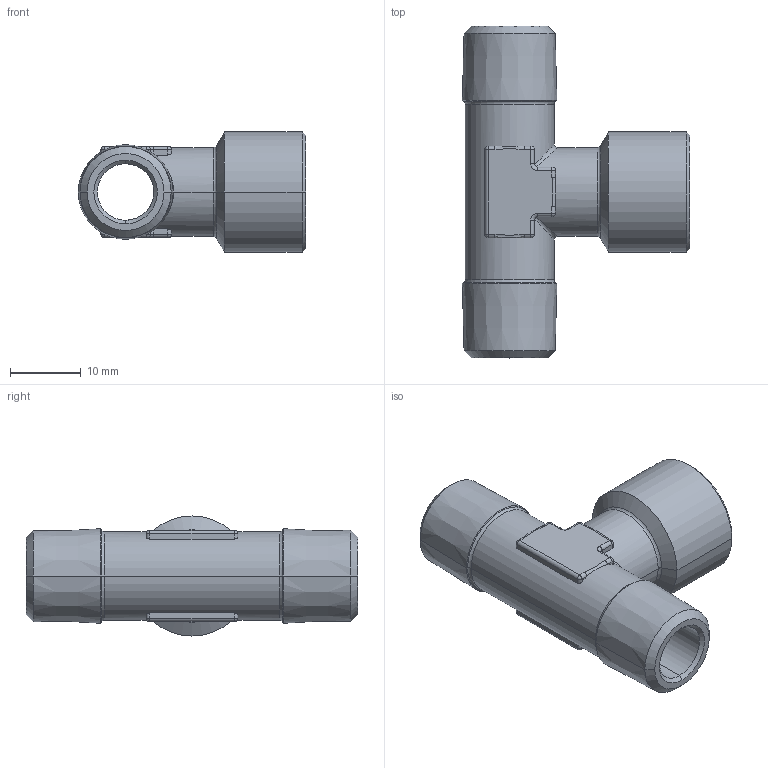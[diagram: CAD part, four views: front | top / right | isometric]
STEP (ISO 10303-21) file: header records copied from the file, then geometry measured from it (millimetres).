
FILE_DESCRIPTION (( 'STEP AP203' ), '1' );
FILE_NAME ('05350002.STEP', '2010-09-15T08:41:54', ( 'Flavio' ), ( '' ), 'SwSTEP 2.0', 'SolidWorks 2009', '' );
FILE_SCHEMA (( 'CONFIG_CONTROL_DESIGN' ));
Length unit declared in the file: millimetre
Products named in the file (1): 05350002
Bounding box: 32.2 x 47 x 17 mm (x, y, z)
Volume: 5756 mm3; surface area: 4909.6 mm2
Topology: 1 solids, 1 shells, 132 faces, 311 edges, 168 vertices
Faces by surface type: cylinder 51, plane 27, cone 24, sphere 12, torus 10, bspline 8
Entity records: 4684 total; most frequent: CARTESIAN_POINT 1688, DIRECTION 643, ORIENTED_EDGE 598, EDGE_CURVE 299, AXIS2_PLACEMENT_3D 259, VERTEX_POINT 168, EDGE_LOOP 135, CIRCLE 134
